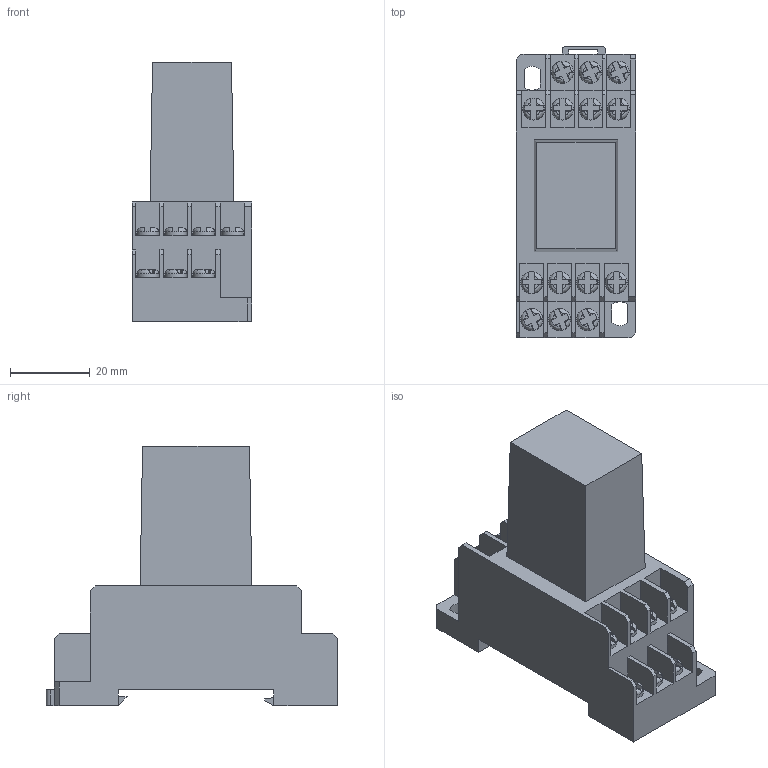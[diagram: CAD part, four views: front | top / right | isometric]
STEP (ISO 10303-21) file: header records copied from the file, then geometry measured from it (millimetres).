
FILE_DESCRIPTION (( 'STEP AP203' ), '1' );
FILE_NAME ('ﾐﾏ 22-4-5ﾀ-12ﾂ, 24ﾂ, 230ﾂ.STEP', '2018-04-18T06:21:30', ( '' ), ( '' ), 'SwSTEP 2.0', 'SolidWorks 2017', '' );
FILE_SCHEMA (( 'CONFIG_CONTROL_DESIGN' ));
Length unit declared in the file: millimetre
Products named in the file (1): ﾐﾏ 22-4-5ﾀ-12ﾂ, 24ﾂ, 230ﾂ
Bounding box: 30 x 73 x 65 mm (x, y, z)
Volume: 64767 mm3; surface area: 15956.1 mm2
Topology: 1 solids, 1 shells, 411 faces, 1113 edges, 716 vertices
Faces by surface type: plane 334, bspline 43, cylinder 34
Entity records: 13797 total; most frequent: CARTESIAN_POINT 3937, ORIENTED_EDGE 2218, DIRECTION 1776, EDGE_CURVE 1109, VECTOR 758, LINE 758, VERTEX_POINT 714, AXIS2_PLACEMENT_3D 509
